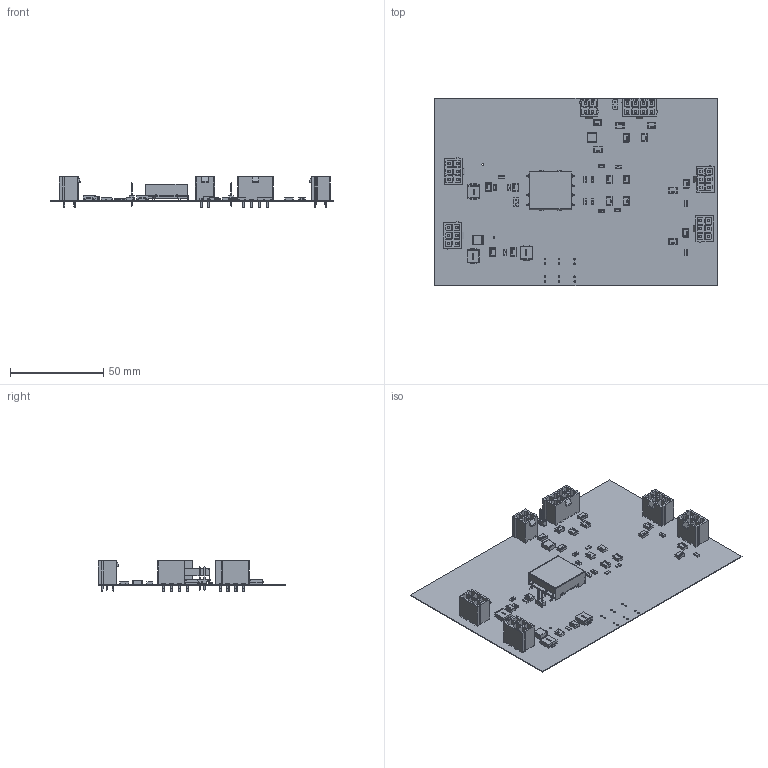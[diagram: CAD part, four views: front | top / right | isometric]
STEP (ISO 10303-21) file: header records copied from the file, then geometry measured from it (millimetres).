
FILE_DESCRIPTION(('Open CASCADE Model'),'2;1');
FILE_NAME('Open CASCADE Shape Model','2024-11-28T18:28:31',('Author'),( 'Open CASCADE'),'Open CASCADE STEP processor 7.5','Open CASCADE 7.5' ,'Unknown');
FILE_SCHEMA(('AUTOMOTIVE_DESIGN { 1 0 10303 214 1 1 1 1 }'));
Length unit declared in the file: millimetre
Products named in the file (67): PCB; Board; Open CASCADE STEP translator 7.5 1.1.1; C67; SW3dPS-1812 SMD Capacitor; C7; D4; User Library-DO-214AB(SMC); D3; R2; User Library-1206 SMD Resistor; L66; L65; L64; L63; L61; L44; L42; L38; L37; L4; 2220; JP2; 215398_A60-02-7-G-; ANTELEC-CAC-SI-C-M-TR-D; Broche droite carrée; Isolant standard; D1; C69; C68; C66; C64; C61; C44; C42; C36; C35; C8; C2; R68 ...
Assembly tree (104 placements, depth 5):
  PCB
    Board
      Open CASCADE STEP translator 7.5 1.1.1
    C67
      SW3dPS-1812 SMD Capacitor
    C7
      SW3dPS-1812 SMD Capacitor
    D4
      User Library-DO-214AB(SMC)
    D3
      User Library-DO-214AB(SMC)
    R2
      User Library-1206 SMD Resistor
    L66
      User Library-1206 SMD Resistor
    L65
      User Library-1206 SMD Resistor
    L64
      User Library-1206 SMD Resistor
    L63
      User Library-1206 SMD Resistor
    L61
      User Library-1206 SMD Resistor
    L44
      SW3dPS-1812 SMD Capacitor
    L42
      SW3dPS-1812 SMD Capacitor
    L38
      SW3dPS-1812 SMD Capacitor
    L37
      SW3dPS-1812 SMD Capacitor
    L4
      2220
    JP2
      215398_A60-02-7-G-
        ANTELEC-CAC-SI-C-M-TR-D
          Broche droite carrée  x2
          Isolant standard
    D1
      User Library-DO-214AB(SMC)
    C69
      SW3dPS-1812 SMD Capacitor
    C68
      User Library-1206 SMD Resistor
    C66
      SW3dPS-1812 SMD Capacitor
    C64
      SW3dPS-1812 SMD Capacitor
    C61
      SW3dPS-1812 SMD Capacitor
    C44
      SW3dPS-1812 SMD Capacitor
    C42
      SW3dPS-1812 SMD Capacitor
    C36
      SW3dPS-1812 SMD Capacitor
    C35
      SW3dPS-1812 SMD Capacitor
    C8
      SW3dPS-1812 SMD Capacitor
Bounding box: 151.13 x 100.34 x 16.3 mm (x, y, z)
Volume: 14411.6 mm3; surface area: 47226.5 mm2
Topology: 51 solids, 51 shells, 5179 faces, 13206 edges, 8218 vertices
Faces by surface type: plane 2881, bspline 1159, cylinder 883, sphere 256
Full cylindrical faces by diameter (mm): 0.966 x14, 1 x4, 1.422 x36
Entity records: 58430 total; most frequent: CARTESIAN_POINT 14885, ORIENTED_EDGE 7972, DIRECTION 7272, EDGE_CURVE 3986, LINE 3194, VECTOR 3194, VERTEX_POINT 2588, AXIS2_PLACEMENT_3D 2039
